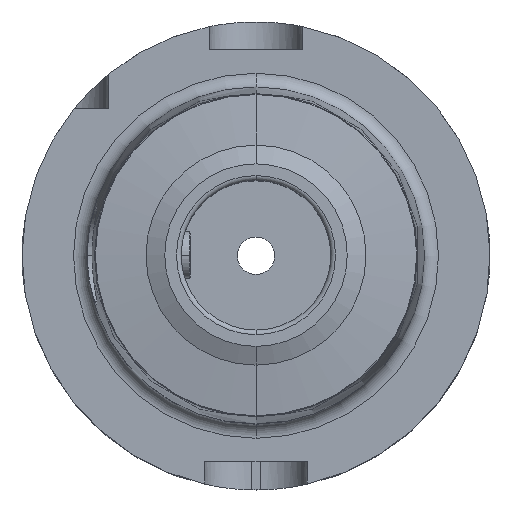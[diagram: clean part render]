
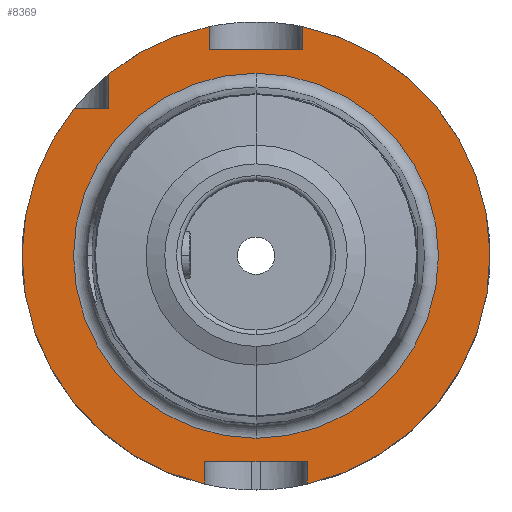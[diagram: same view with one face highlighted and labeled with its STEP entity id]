
A CAD part, top view. The second image highlights one B-rep face of the part: STEP entity #8369.
In plain terms, the highlighted planar face has unit normal (0, 0, 1).
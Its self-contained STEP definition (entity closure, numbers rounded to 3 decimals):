
#1213=CARTESIAN_POINT('',(0.,0.,28.95));
#1214=DIRECTION('',(0.,0.,1.));
#1215=DIRECTION('',(0.,1.,0.));
#1216=AXIS2_PLACEMENT_3D('',#1213,#1214,#1215);
#1229=CARTESIAN_POINT('',(0.,0.,28.95));
#1230=DIRECTION('',(0.,0.,-1.));
#1231=DIRECTION('',(0.,1.,0.));
#1232=AXIS2_PLACEMENT_3D('',#1229,#1230,#1231);
#1245=DIRECTION('',(1.,0.,0.));
#1246=VECTOR('',#1245,20.);
#1247=CARTESIAN_POINT('',(-10.,44.,28.95));
#1248=LINE('',#1247,#1246);
#1252=DIRECTION('',(0.,-1.,0.));
#1253=VECTOR('',#1252,4.99);
#1254=CARTESIAN_POINT('',(10.,48.99,28.95));
#1255=LINE('',#1254,#1253);
#1259=DIRECTION('',(0.,1.,0.));
#1260=VECTOR('',#1259,4.775);
#1261=CARTESIAN_POINT('',(11.,-48.775,28.95));
#1262=LINE('',#1261,#1260);
#1266=DIRECTION('',(1.,0.,0.));
#1267=VECTOR('',#1266,22.);
#1268=CARTESIAN_POINT('',(-11.,-44.,28.95));
#1269=LINE('',#1268,#1267);
#1273=DIRECTION('',(0.,1.,0.));
#1274=VECTOR('',#1273,4.775);
#1275=CARTESIAN_POINT('',(-11.,-48.775,28.95));
#1276=LINE('',#1275,#1274);
#1280=DIRECTION('',(1.,0.,0.));
#1281=VECTOR('',#1280,7.33);
#1282=CARTESIAN_POINT('',(-38.83,31.5,28.95));
#1283=LINE('',#1282,#1281);
#1287=DIRECTION('',(0.,-1.,0.));
#1288=VECTOR('',#1287,7.33);
#1289=CARTESIAN_POINT('',(-31.5,38.83,28.95));
#1290=LINE('',#1289,#1288);
#1294=DIRECTION('',(0.,-1.,0.));
#1295=VECTOR('',#1294,4.99);
#1296=CARTESIAN_POINT('',(-10.,48.99,28.95));
#1297=LINE('',#1296,#1295);
#1435=CARTESIAN_POINT('',(0.,0.,28.95));
#1436=DIRECTION('',(0.,0.,1.));
#1437=DIRECTION('',(-0.777,0.63,0.));
#1438=AXIS2_PLACEMENT_3D('',#1435,#1436,#1437);
#1443=CARTESIAN_POINT('',(0.,0.,28.95));
#1444=DIRECTION('',(0.,0.,1.));
#1445=DIRECTION('',(0.22,-0.975,0.));
#1446=AXIS2_PLACEMENT_3D('',#1443,#1444,#1445);
#1451=CARTESIAN_POINT('',(0.,0.,28.95));
#1452=DIRECTION('',(0.,0.,1.));
#1453=DIRECTION('',(-0.2,0.98,0.));
#1454=AXIS2_PLACEMENT_3D('',#1451,#1452,#1453);
#7278=CARTESIAN_POINT('',(-31.5,31.5,28.95));
#7280=VERTEX_POINT('',#7278);
#7292=CARTESIAN_POINT('',(11.,-44.,28.95));
#7293=VERTEX_POINT('',#7292);
#7294=CARTESIAN_POINT('',(-11.,-44.,28.95));
#7295=VERTEX_POINT('',#7294);
#7308=CARTESIAN_POINT('',(10.,44.,28.95));
#7309=VERTEX_POINT('',#7308);
#7310=CARTESIAN_POINT('',(-10.,44.,28.95));
#7311=VERTEX_POINT('',#7310);
#7389=CARTESIAN_POINT('',(-38.83,31.5,28.95));
#7390=VERTEX_POINT('',#7389);
#7391=CARTESIAN_POINT('',(-31.5,38.83,28.95));
#7392=VERTEX_POINT('',#7391);
#7419=CARTESIAN_POINT('',(11.,-48.775,28.95));
#7420=VERTEX_POINT('',#7419);
#7421=CARTESIAN_POINT('',(-11.,-48.775,28.95));
#7422=VERTEX_POINT('',#7421);
#7449=CARTESIAN_POINT('',(10.,48.99,28.95));
#7450=VERTEX_POINT('',#7449);
#7451=CARTESIAN_POINT('',(-10.,48.99,28.95));
#7452=VERTEX_POINT('',#7451);
#7563=CARTESIAN_POINT('',(0.,39.,28.95));
#7565=VERTEX_POINT('',#7563);
#7567=CARTESIAN_POINT('',(0.,-39.,28.95));
#7569=VERTEX_POINT('',#7567);
#8336=CARTESIAN_POINT('',(0.,0.,28.95));
#8337=DIRECTION('',(0.,0.,1.));
#8338=DIRECTION('',(0.,1.,0.));
#8339=AXIS2_PLACEMENT_3D('',#8336,#8337,#8338);
#8340=PLANE('',#8339);
#8342=ORIENTED_EDGE('',*,*,#8341,.T.);
#8344=ORIENTED_EDGE('',*,*,#8343,.F.);
#8346=ORIENTED_EDGE('',*,*,#8345,.F.);
#8348=ORIENTED_EDGE('',*,*,#8347,.T.);
#8350=ORIENTED_EDGE('',*,*,#8349,.F.);
#8352=ORIENTED_EDGE('',*,*,#8351,.F.);
#8354=ORIENTED_EDGE('',*,*,#8353,.F.);
#8356=ORIENTED_EDGE('',*,*,#8355,.T.);
#8358=ORIENTED_EDGE('',*,*,#8357,.F.);
#8360=ORIENTED_EDGE('',*,*,#8359,.F.);
#8362=ORIENTED_EDGE('',*,*,#8361,.T.);
#8363=EDGE_LOOP('',(#8342,#8344,#8346,#8348,#8350,#8352,#8354,#8356,#8358,#8360,
#8362));
#8364=FACE_OUTER_BOUND('',#8363,.F.);
#8365=ORIENTED_EDGE('',*,*,#8318,.T.);
#8366=ORIENTED_EDGE('',*,*,#8329,.F.);
#8367=EDGE_LOOP('',(#8365,#8366));
#8368=FACE_BOUND('',#8367,.F.);
#1217=CIRCLE('',#1216,39.);
#1233=CIRCLE('',#1232,39.);
#1439=CIRCLE('',#1438,50.);
#1447=CIRCLE('',#1446,50.);
#1455=CIRCLE('',#1454,50.);
#8318=EDGE_CURVE('',#7565,#7569,#1217,.T.);
#8329=EDGE_CURVE('',#7565,#7569,#1233,.T.);
#8341=EDGE_CURVE('',#7311,#7309,#1248,.T.);
#8343=EDGE_CURVE('',#7450,#7309,#1255,.T.);
#8345=EDGE_CURVE('',#7420,#7450,#1447,.T.);
#8347=EDGE_CURVE('',#7420,#7293,#1262,.T.);
#8349=EDGE_CURVE('',#7295,#7293,#1269,.T.);
#8351=EDGE_CURVE('',#7422,#7295,#1276,.T.);
#8353=EDGE_CURVE('',#7390,#7422,#1439,.T.);
#8355=EDGE_CURVE('',#7390,#7280,#1283,.T.);
#8357=EDGE_CURVE('',#7392,#7280,#1290,.T.);
#8359=EDGE_CURVE('',#7452,#7392,#1455,.T.);
#8361=EDGE_CURVE('',#7452,#7311,#1297,.T.);
#8369=ADVANCED_FACE('',(#8364,#8368),#8340,.T.);
